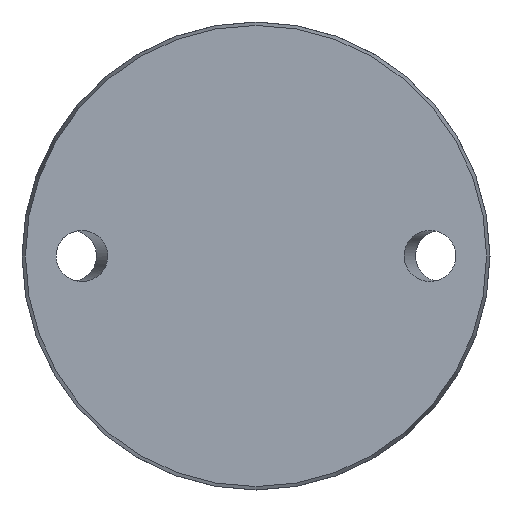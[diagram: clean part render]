
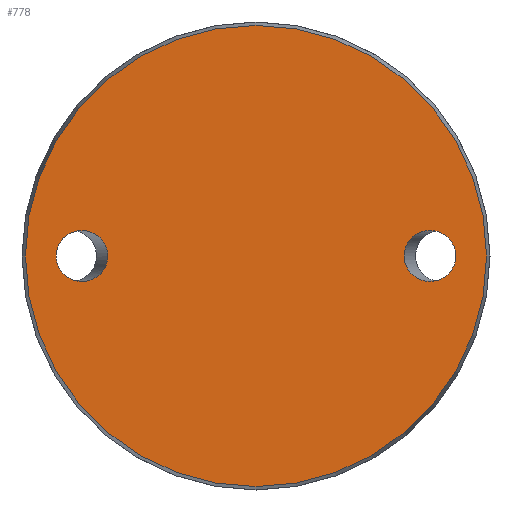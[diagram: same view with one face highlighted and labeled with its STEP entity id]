
A CAD part, front view. The second image highlights one B-rep face of the part: STEP entity #778.
In plain terms, the highlighted planar face has unit normal (0, -1, 0).
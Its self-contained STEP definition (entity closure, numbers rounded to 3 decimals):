
#15 = EDGE_CURVE ( 'NONE', #891, #891, #307, .T. ) ;
#21 = CARTESIAN_POINT ( 'NONE',  ( -33.309, 0., 8.5 ) ) ;
#27 = CARTESIAN_POINT ( 'NONE',  ( 24.691, 0., -8.5 ) ) ;
#28 = AXIS2_PLACEMENT_3D ( 'NONE', #345, #60, #270 ) ;
#59 = ORIENTED_EDGE ( 'NONE', *, *, #512, .T. ) ;
#60 = DIRECTION ( 'NONE',  ( 0., 1., 0. ) ) ;
#77 = DIRECTION ( 'NONE',  ( 0., 0., -1. ) ) ;
#86 = CARTESIAN_POINT ( 'NONE',  ( -24.691, 0., 0. ) ) ;
#89 = CARTESIAN_POINT ( 'NONE',  ( -33.309, 0., -8.5 ) ) ;
#104 = EDGE_LOOP ( 'NONE', ( #642 ) ) ;
#129 = ORIENTED_EDGE ( 'NONE', *, *, #15, .F. ) ;
#147 = EDGE_LOOP ( 'NONE', ( #129 ) ) ;
#188 = CARTESIAN_POINT ( 'NONE',  ( 24.691, 0., 0. ) ) ;
#195 = CARTESIAN_POINT ( 'NONE',  ( -33.309, 0., 0. ) ) ;
#230 = CARTESIAN_POINT ( 'NONE',  ( 24.691, 0., 8.5 ) ) ;
#237 = AXIS2_PLACEMENT_3D ( 'NONE', #421, #293, #77 ) ;
#270 = DIRECTION ( 'NONE',  ( 0., 0., 1. ) ) ;
#276 = FACE_OUTER_BOUND ( 'NONE', #775, .T. ) ;
#279 = EDGE_CURVE ( 'NONE', #330, #330, #413, .T. ) ;
#293 = DIRECTION ( 'NONE',  ( 0., -1., 0. ) ) ;
#306 = CARTESIAN_POINT ( 'NONE',  ( 33.309, 0., -8.5 ) ) ;
#307 =( BOUNDED_CURVE ( )  B_SPLINE_CURVE ( 3, ( #446, #27, #306, #579, #866, #230, #449 ),
 .UNSPECIFIED., .T., .T. ) 
 B_SPLINE_CURVE_WITH_KNOTS ( ( 4, 3, 4 ),
 ( 0., 3.142, 6.283 ),
 .UNSPECIFIED. ) 
 CURVE ( )  GEOMETRIC_REPRESENTATION_ITEM ( )  RATIONAL_B_SPLINE_CURVE ( ( 1., 0.333, 0.333, 1., 0.333, 0.333, 1. ) ) 
 REPRESENTATION_ITEM ( '' )  );
#330 = VERTEX_POINT ( 'NONE', #195 ) ;
#345 = CARTESIAN_POINT ( 'NONE',  ( -38.425, 0., 0. ) ) ;
#406 = CARTESIAN_POINT ( 'NONE',  ( 0., 0., -38.425 ) ) ;
#413 =( BOUNDED_CURVE ( )  B_SPLINE_CURVE ( 3, ( #719, #21, #854, #86, #767, #89, #641 ),
 .UNSPECIFIED., .T., .F. ) 
 B_SPLINE_CURVE_WITH_KNOTS ( ( 4, 3, 4 ),
 ( 0., 3.142, 6.283 ),
 .UNSPECIFIED. ) 
 CURVE ( )  GEOMETRIC_REPRESENTATION_ITEM ( )  RATIONAL_B_SPLINE_CURVE ( ( 1., 0.333, 0.333, 1., 0.333, 0.333, 1. ) ) 
 REPRESENTATION_ITEM ( '' )  );
#421 = CARTESIAN_POINT ( 'NONE',  ( 0., 0., 0. ) ) ;
#446 = CARTESIAN_POINT ( 'NONE',  ( 24.691, 0., 0. ) ) ;
#449 = CARTESIAN_POINT ( 'NONE',  ( 24.691, 0., 0. ) ) ;
#512 = EDGE_CURVE ( 'NONE', #817, #817, #871, .T. ) ;
#542 = FACE_BOUND ( 'NONE', #104, .T. ) ;
#579 = CARTESIAN_POINT ( 'NONE',  ( 33.309, 0., 0. ) ) ;
#641 = CARTESIAN_POINT ( 'NONE',  ( -33.309, 0., 0. ) ) ;
#642 = ORIENTED_EDGE ( 'NONE', *, *, #279, .T. ) ;
#683 = FACE_BOUND ( 'NONE', #147, .T. ) ;
#690 = PLANE ( 'NONE',  #28 ) ;
#719 = CARTESIAN_POINT ( 'NONE',  ( -33.309, 0., 0. ) ) ;
#767 = CARTESIAN_POINT ( 'NONE',  ( -24.691, 0., -8.5 ) ) ;
#775 = EDGE_LOOP ( 'NONE', ( #59 ) ) ;
#778 = ADVANCED_FACE ( 'NONE', ( #542, #683, #276 ), #690, .F. ) ;
#817 = VERTEX_POINT ( 'NONE', #406 ) ;
#854 = CARTESIAN_POINT ( 'NONE',  ( -24.691, 0., 8.5 ) ) ;
#866 = CARTESIAN_POINT ( 'NONE',  ( 33.309, 0., 8.5 ) ) ;
#871 = CIRCLE ( 'NONE', #237, 38.425 ) ;
#891 = VERTEX_POINT ( 'NONE', #188 ) ;
